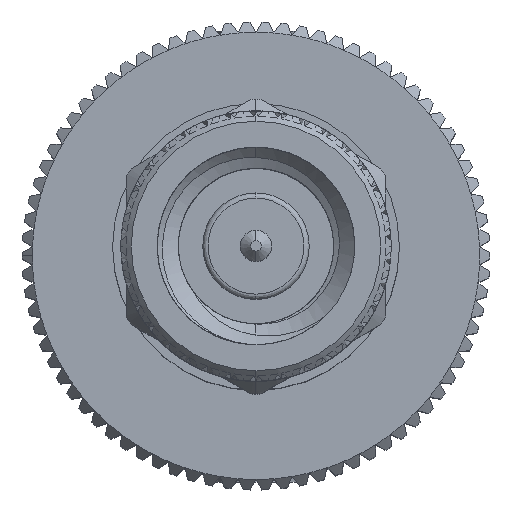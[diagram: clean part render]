
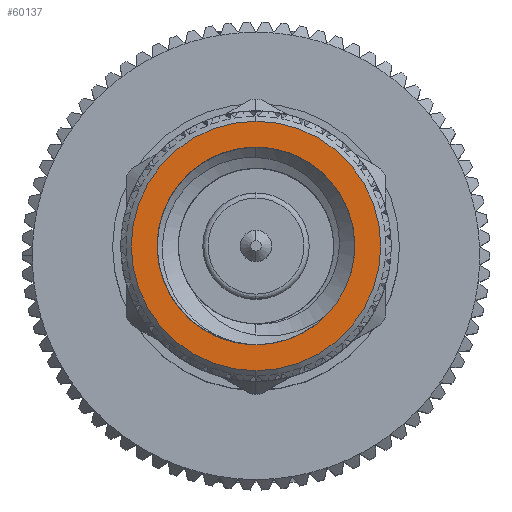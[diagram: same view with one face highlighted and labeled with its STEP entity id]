
A CAD part, top view. The second image highlights one B-rep face of the part: STEP entity #60137.
In plain terms, the highlighted face is planar.
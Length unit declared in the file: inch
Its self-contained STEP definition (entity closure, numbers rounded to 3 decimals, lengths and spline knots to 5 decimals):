
#329 = EDGE_CURVE ( 'NONE', #41083, #39543, #33233, .T. ) ;
#934 = DIRECTION ( 'NONE',  ( 1., 0., 0. ) ) ;
#1053 = CARTESIAN_POINT ( 'NONE',  ( 0.02661, 0.095, 0. ) ) ;
#1235 = DIRECTION ( 'NONE',  ( 0., 1., 0. ) ) ;
#4786 = CIRCLE ( 'NONE', #44050, 0.095 ) ;
#4914 = CARTESIAN_POINT ( 'NONE',  ( 0.02661, -0.06718, 0.06718 ) ) ;
#5744 = CIRCLE ( 'NONE', #14597, 0.12 ) ;
#6167 = FACE_BOUND ( 'NONE', #38185, .T. ) ;
#11927 = CARTESIAN_POINT ( 'NONE',  ( 0.02661, 0.12, 0. ) ) ;
#12409 = AXIS2_PLACEMENT_3D ( 'NONE', #37194, #55969, #13853 ) ;
#12705 = CIRCLE ( 'NONE', #14666, 0.095 ) ;
#13853 = DIRECTION ( 'NONE',  ( 0., 1., 0. ) ) ;
#14597 = AXIS2_PLACEMENT_3D ( 'NONE', #19267, #53394, #42606 ) ;
#14666 = AXIS2_PLACEMENT_3D ( 'NONE', #59025, #16922, #35674 ) ;
#14778 = PLANE ( 'NONE',  #33188 ) ;
#15159 = ORIENTED_EDGE ( 'NONE', *, *, #27301, .T. ) ;
#16922 = DIRECTION ( 'NONE',  ( -1., 0., 0. ) ) ;
#18348 = VERTEX_POINT ( 'NONE', #11927 ) ;
#19267 = CARTESIAN_POINT ( 'NONE',  ( 0.02661, 0., 0. ) ) ;
#19360 = FACE_OUTER_BOUND ( 'NONE', #23200, .T. ) ;
#19860 = DIRECTION ( 'NONE',  ( -1., 0., 0. ) ) ;
#22427 = ORIENTED_EDGE ( 'NONE', *, *, #60612, .T. ) ;
#23200 = EDGE_LOOP ( 'NONE', ( #15159, #22427 ) ) ;
#25521 = CARTESIAN_POINT ( 'NONE',  ( 0.02661, -0.095, 0. ) ) ;
#27301 = EDGE_CURVE ( 'NONE', #18348, #36460, #31064, .T. ) ;
#28372 = DIRECTION ( 'NONE',  ( -1., 0., 0. ) ) ;
#29246 = ORIENTED_EDGE ( 'NONE', *, *, #50864, .F. ) ;
#31064 = CIRCLE ( 'NONE', #12409, 0.12 ) ;
#32743 = ORIENTED_EDGE ( 'NONE', *, *, #49666, .F. ) ;
#33131 = ORIENTED_EDGE ( 'NONE', *, *, #329, .F. ) ;
#33188 = AXIS2_PLACEMENT_3D ( 'NONE', #43005, #934, #1235 ) ;
#33233 = CIRCLE ( 'NONE', #50919, 0.095 ) ;
#34328 = CARTESIAN_POINT ( 'NONE',  ( 0.02661, 0., 0. ) ) ;
#35674 = DIRECTION ( 'NONE',  ( 0., -1., 0. ) ) ;
#36460 = VERTEX_POINT ( 'NONE', #56561 ) ;
#37194 = CARTESIAN_POINT ( 'NONE',  ( 0.02661, 0., 0. ) ) ;
#38185 = EDGE_LOOP ( 'NONE', ( #32743, #33131, #29246 ) ) ;
#39543 = VERTEX_POINT ( 'NONE', #25521 ) ;
#41083 = VERTEX_POINT ( 'NONE', #1053 ) ;
#41582 = DIRECTION ( 'NONE',  ( 0., -1., 0. ) ) ;
#42606 = DIRECTION ( 'NONE',  ( 0., 1., 0. ) ) ;
#43005 = CARTESIAN_POINT ( 'NONE',  ( 0.02661, 0.13, 0. ) ) ;
#44050 = AXIS2_PLACEMENT_3D ( 'NONE', #56066, #28372, #41582 ) ;
#46390 = VERTEX_POINT ( 'NONE', #4914 ) ;
#49666 = EDGE_CURVE ( 'NONE', #39543, #46390, #4786, .T. ) ;
#50864 = EDGE_CURVE ( 'NONE', #46390, #41083, #12705, .T. ) ;
#50919 = AXIS2_PLACEMENT_3D ( 'NONE', #34328, #19860, #57382 ) ;
#53394 = DIRECTION ( 'NONE',  ( -1., 0., 0. ) ) ;
#55969 = DIRECTION ( 'NONE',  ( -1., 0., 0. ) ) ;
#56066 = CARTESIAN_POINT ( 'NONE',  ( 0.02661, 0., 0. ) ) ;
#56561 = CARTESIAN_POINT ( 'NONE',  ( 0.02661, -0.12, 0. ) ) ;
#57382 = DIRECTION ( 'NONE',  ( 0., -1., 0. ) ) ;
#59025 = CARTESIAN_POINT ( 'NONE',  ( 0.02661, 0., 0. ) ) ;
#60137 = ADVANCED_FACE ( 'NONE', ( #19360, #6167 ), #14778, .F. ) ;
#60612 = EDGE_CURVE ( 'NONE', #36460, #18348, #5744, .T. ) ;
